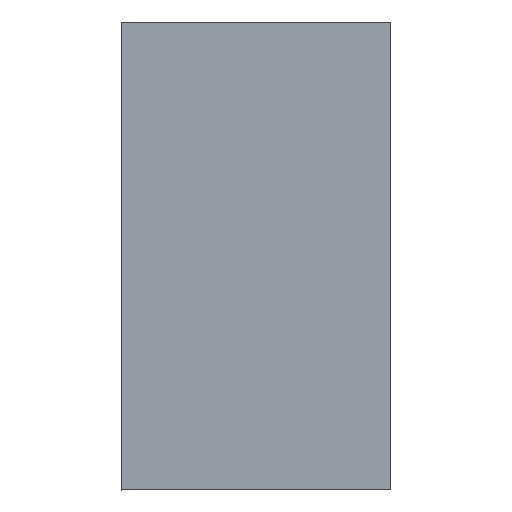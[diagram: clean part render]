
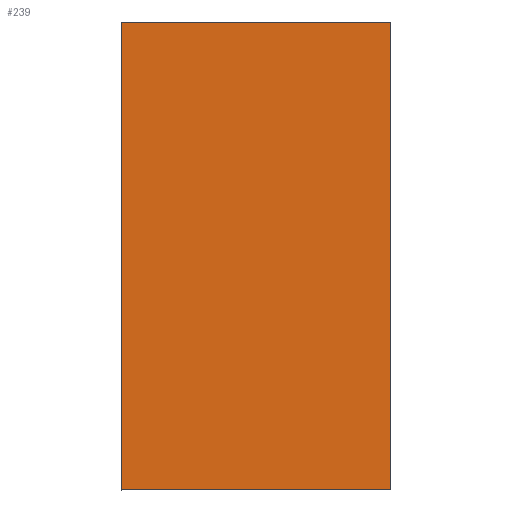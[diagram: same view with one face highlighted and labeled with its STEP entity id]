
A CAD part, top view. The second image highlights one B-rep face of the part: STEP entity #239.
In plain terms, the highlighted planar face has unit normal (0, 0, 1).
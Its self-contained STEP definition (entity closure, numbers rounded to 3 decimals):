
#31=FACE_OUTER_BOUND('',#43,.T.);
#43=EDGE_LOOP('',(#183,#184,#185,#186));
#59=LINE('',#355,#85);
#68=LINE('',#386,#94);
#69=LINE('',#387,#95);
#70=LINE('',#388,#96);
#85=VECTOR('',#287,10.);
#94=VECTOR('',#316,10.);
#95=VECTOR('',#317,10.);
#96=VECTOR('',#318,10.);
#111=VERTEX_POINT('',#352);
#112=VERTEX_POINT('',#354);
#123=VERTEX_POINT('',#384);
#124=VERTEX_POINT('',#385);
#133=EDGE_CURVE('',#111,#112,#59,.T.);
#148=EDGE_CURVE('',#123,#124,#68,.T.);
#149=EDGE_CURVE('',#124,#112,#69,.T.);
#150=EDGE_CURVE('',#123,#111,#70,.T.);
#183=ORIENTED_EDGE('',*,*,#148,.T.);
#184=ORIENTED_EDGE('',*,*,#149,.T.);
#185=ORIENTED_EDGE('',*,*,#133,.F.);
#186=ORIENTED_EDGE('',*,*,#150,.F.);
#227=PLANE('',#271);
#239=ADVANCED_FACE('',(#31),#227,.T.);
#271=AXIS2_PLACEMENT_3D('',#383,#314,#315);
#287=DIRECTION('',(-1.,0.,0.));
#314=DIRECTION('center_axis',(0.,0.,
1.));
#315=DIRECTION('ref_axis',(1.,0.,0.));
#316=DIRECTION('',(-1.,0.,0.));
#317=DIRECTION('',(0.,-1.,0.));
#318=DIRECTION('',(0.,-1.,0.));
#352=CARTESIAN_POINT('',(42.,-96.5,-12.5));
#354=CARTESIAN_POINT('',(2.5,-96.5,-12.5));
#355=CARTESIAN_POINT('',(4.,-96.5,-12.5));
#383=CARTESIAN_POINT('Origin',(2.5,-67.,-12.5));
#384=CARTESIAN_POINT('',(42.,-28.,-12.5));
#385=CARTESIAN_POINT('',(2.5,-28.,-12.5));
#386=CARTESIAN_POINT('',(13.125,-28.,-12.5));
#387=CARTESIAN_POINT('',(2.5,-67.507,-12.5));
#388=CARTESIAN_POINT('',(42.,-95.5,-12.5));
